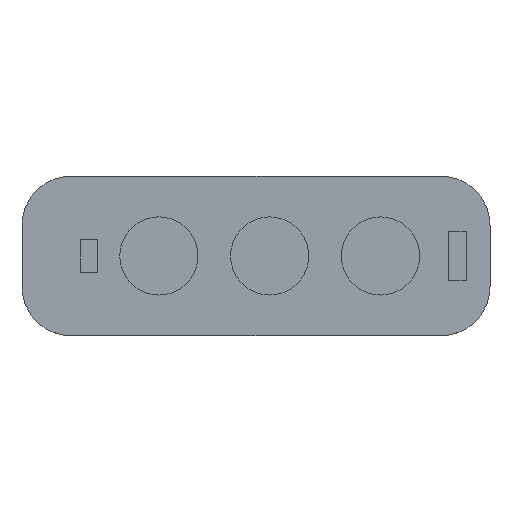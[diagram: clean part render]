
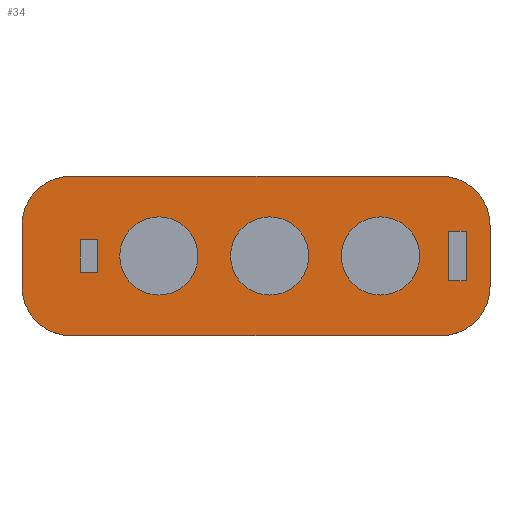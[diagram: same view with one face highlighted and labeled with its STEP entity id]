
A CAD part, top view. The second image highlights one B-rep face of the part: STEP entity #34.
In plain terms, the highlighted planar face has unit normal (0, 0, 1).
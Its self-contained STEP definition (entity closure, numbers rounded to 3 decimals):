
#22=FACE_BOUND('',#129,.T.);
#23=FACE_BOUND('',#130,.T.);
#24=FACE_BOUND('',#131,.T.);
#34=ADVANCED_FACE('',(#81,#22,#23,#24),#670,.T.);
#81=FACE_OUTER_BOUND('',#128,.T.);
#128=EDGE_LOOP('',(#209,#210,#211,#212,#213,#214,#215,#216));
#129=EDGE_LOOP('',(#217,#218));
#130=EDGE_LOOP('',(#219,#220));
#131=EDGE_LOOP('',(#221,#222));
#209=ORIENTED_EDGE('',*,*,#375,.T.);
#210=ORIENTED_EDGE('',*,*,#379,.T.);
#211=ORIENTED_EDGE('',*,*,#382,.T.);
#212=ORIENTED_EDGE('',*,*,#385,.T.);
#213=ORIENTED_EDGE('',*,*,#388,.T.);
#214=ORIENTED_EDGE('',*,*,#391,.T.);
#215=ORIENTED_EDGE('',*,*,#394,.T.);
#216=ORIENTED_EDGE('',*,*,#396,.T.);
#217=ORIENTED_EDGE('',*,*,#397,.T.);
#218=ORIENTED_EDGE('',*,*,#407,.T.);
#219=ORIENTED_EDGE('',*,*,#400,.T.);
#220=ORIENTED_EDGE('',*,*,#410,.T.);
#221=ORIENTED_EDGE('',*,*,#403,.T.);
#222=ORIENTED_EDGE('',*,*,#413,.T.);
#375=EDGE_CURVE('',#600,#599,#558,.T.);
#379=EDGE_CURVE('',#599,#602,#477,.T.);
#382=EDGE_CURVE('',#602,#604,#560,.T.);
#385=EDGE_CURVE('',#604,#606,#480,.T.);
#388=EDGE_CURVE('',#606,#608,#562,.T.);
#391=EDGE_CURVE('',#608,#610,#483,.T.);
#394=EDGE_CURVE('',#610,#612,#564,.T.);
#396=EDGE_CURVE('',#612,#600,#485,.T.);
#397=EDGE_CURVE('',#614,#619,#565,.T.);
#400=EDGE_CURVE('',#616,#621,#567,.T.);
#403=EDGE_CURVE('',#618,#623,#569,.T.);
#407=EDGE_CURVE('',#619,#614,#571,.T.);
#410=EDGE_CURVE('',#621,#616,#573,.T.);
#413=EDGE_CURVE('',#623,#618,#575,.T.);
#477=B_SPLINE_CURVE_WITH_KNOTS('',1,(#1021,#1022),.UNSPECIFIED.,.F.,.F.,
(2,2),(-257.655,-248.205),.UNSPECIFIED.);
#480=B_SPLINE_CURVE_WITH_KNOTS('',1,(#1035,#1036),.UNSPECIFIED.,.F.,.F.,
(2,2),(-236.424,-179.624),.UNSPECIFIED.);
#483=B_SPLINE_CURVE_WITH_KNOTS('',1,(#1049,#1050),.UNSPECIFIED.,.F.,.F.,
(2,2),(-167.843,-158.393),.UNSPECIFIED.);
#485=B_SPLINE_CURVE_WITH_KNOTS('',1,(#1061,#1062),.UNSPECIFIED.,.F.,.F.,
(2,2),(-146.612,-89.812),.UNSPECIFIED.);
#558=TRIMMED_CURVE($,#578,(#1013),(#1014),.T.,.CARTESIAN.);
#560=TRIMMED_CURVE($,#580,(#1029),(#1030),.T.,.CARTESIAN.);
#562=TRIMMED_CURVE($,#582,(#1043),(#1044),.T.,.CARTESIAN.);
#564=TRIMMED_CURVE($,#584,(#1057),(#1058),.T.,.CARTESIAN.);
#565=TRIMMED_CURVE($,#585,(#1064),(#1065),.T.,.CARTESIAN.);
#567=TRIMMED_CURVE($,#587,(#1072),(#1073),.T.,.CARTESIAN.);
#569=TRIMMED_CURVE($,#589,(#1080),(#1081),.T.,.CARTESIAN.);
#571=TRIMMED_CURVE($,#591,(#1090),(#1091),.T.,.CARTESIAN.);
#573=TRIMMED_CURVE($,#593,(#1098),(#1099),.T.,.CARTESIAN.);
#575=TRIMMED_CURVE($,#595,(#1106),(#1107),.T.,.CARTESIAN.);
#578=CIRCLE('',#820,7.5);
#580=CIRCLE('',#822,7.5);
#582=CIRCLE('',#824,7.5);
#584=CIRCLE('',#826,7.5);
#585=CIRCLE('',#827,6.);
#587=CIRCLE('',#829,6.);
#589=CIRCLE('',#831,6.);
#591=CIRCLE('',#833,6.);
#593=CIRCLE('',#835,6.);
#595=CIRCLE('',#837,6.);
#599=VERTEX_POINT('',#981);
#600=VERTEX_POINT('',#982);
#602=VERTEX_POINT('',#984);
#604=VERTEX_POINT('',#986);
#606=VERTEX_POINT('',#988);
#608=VERTEX_POINT('',#990);
#610=VERTEX_POINT('',#992);
#612=VERTEX_POINT('',#994);
#614=VERTEX_POINT('',#996);
#616=VERTEX_POINT('',#998);
#618=VERTEX_POINT('',#1000);
#619=VERTEX_POINT('',#1001);
#621=VERTEX_POINT('',#1003);
#623=VERTEX_POINT('',#1005);
#670=PLANE('',#809);
#809=AXIS2_PLACEMENT_3D('',#969,#879,$);
#820=AXIS2_PLACEMENT_3D($,#1012,#891,#892);
#822=AXIS2_PLACEMENT_3D($,#1028,#895,#896);
#824=AXIS2_PLACEMENT_3D($,#1042,#899,#900);
#826=AXIS2_PLACEMENT_3D($,#1056,#903,#904);
#827=AXIS2_PLACEMENT_3D($,#1063,#905,#906);
#829=AXIS2_PLACEMENT_3D($,#1071,#909,#910);
#831=AXIS2_PLACEMENT_3D($,#1079,#913,#914);
#833=AXIS2_PLACEMENT_3D($,#1089,#917,#918);
#835=AXIS2_PLACEMENT_3D($,#1097,#921,#922);
#837=AXIS2_PLACEMENT_3D($,#1105,#925,#926);
#879=DIRECTION('',(0.,0.,1.));
#891=DIRECTION('',(0.,0.,1.));
#892=DIRECTION('',(0.,-1.,0.));
#895=DIRECTION('',(0.,0.,1.));
#896=DIRECTION('',(1.,0.,0.));
#899=DIRECTION('',(0.,0.,1.));
#900=DIRECTION('',(0.,1.,0.));
#903=DIRECTION('',(0.,0.,1.));
#904=DIRECTION('',(-1.,0.,0.));
#905=DIRECTION('',(0.,0.,-1.));
#906=DIRECTION('',(1.,0.,0.));
#909=DIRECTION('',(0.,0.,-1.));
#910=DIRECTION('',(1.,0.,0.));
#913=DIRECTION('',(0.,0.,-1.));
#914=DIRECTION('',(1.,0.,0.));
#917=DIRECTION('',(0.,0.,-1.));
#918=DIRECTION('',(-1.,0.,0.));
#921=DIRECTION('',(0.,0.,-1.));
#922=DIRECTION('',(-1.,0.,0.));
#925=DIRECTION('',(0.,0.,-1.));
#926=DIRECTION('',(-1.,0.,0.));
#969=CARTESIAN_POINT('',(121.775,27.506,2.5));
#981=CARTESIAN_POINT('',(112.8,7.5,2.5));
#982=CARTESIAN_POINT('',(105.3,0.,2.5));
#984=CARTESIAN_POINT('',(112.8,16.95,2.5));
#986=CARTESIAN_POINT('',(105.3,24.45,2.5));
#988=CARTESIAN_POINT('',(48.5,24.45,2.5));
#990=CARTESIAN_POINT('',(41.,16.95,2.5));
#992=CARTESIAN_POINT('',(41.,7.5,2.5));
#994=CARTESIAN_POINT('',(48.5,0.,2.5));
#996=CARTESIAN_POINT('',(102.,12.225,2.5));
#998=CARTESIAN_POINT('',(85.,12.225,2.5));
#1000=CARTESIAN_POINT('',(68.,12.225,2.5));
#1001=CARTESIAN_POINT('',(90.,12.225,2.5));
#1003=CARTESIAN_POINT('',(73.,12.225,2.5));
#1005=CARTESIAN_POINT('',(56.,12.225,2.5));
#1012=CARTESIAN_POINT('',(105.3,7.5,2.5));
#1013=CARTESIAN_POINT('',(105.3,0.,2.5));
#1014=CARTESIAN_POINT('',(112.8,7.5,2.5));
#1021=CARTESIAN_POINT('',(112.8,7.5,2.5));
#1022=CARTESIAN_POINT('',(112.8,16.95,2.5));
#1028=CARTESIAN_POINT('',(105.3,16.95,2.5));
#1029=CARTESIAN_POINT('',(112.8,16.95,2.5));
#1030=CARTESIAN_POINT('',(105.3,24.45,2.5));
#1035=CARTESIAN_POINT('',(105.3,24.45,2.5));
#1036=CARTESIAN_POINT('',(48.5,24.45,2.5));
#1042=CARTESIAN_POINT('',(48.5,16.95,2.5));
#1043=CARTESIAN_POINT('',(48.5,24.45,2.5));
#1044=CARTESIAN_POINT('',(41.,16.95,2.5));
#1049=CARTESIAN_POINT('',(41.,16.95,2.5));
#1050=CARTESIAN_POINT('',(41.,7.5,2.5));
#1056=CARTESIAN_POINT('',(48.5,7.5,2.5));
#1057=CARTESIAN_POINT('',(41.,7.5,2.5));
#1058=CARTESIAN_POINT('',(48.5,0.,2.5));
#1061=CARTESIAN_POINT('',(48.5,0.,2.5));
#1062=CARTESIAN_POINT('',(105.3,0.,2.5));
#1063=CARTESIAN_POINT('',(96.,12.225,2.5));
#1064=CARTESIAN_POINT('',(102.,12.225,2.5));
#1065=CARTESIAN_POINT('',(90.,12.225,2.5));
#1071=CARTESIAN_POINT('',(79.,12.225,2.5));
#1072=CARTESIAN_POINT('',(85.,12.225,2.5));
#1073=CARTESIAN_POINT('',(73.,12.225,2.5));
#1079=CARTESIAN_POINT('',(62.,12.225,2.5));
#1080=CARTESIAN_POINT('',(68.,12.225,2.5));
#1081=CARTESIAN_POINT('',(56.,12.225,2.5));
#1089=CARTESIAN_POINT('',(96.,12.225,2.5));
#1090=CARTESIAN_POINT('',(90.,12.225,2.5));
#1091=CARTESIAN_POINT('',(102.,12.225,2.5));
#1097=CARTESIAN_POINT('',(79.,12.225,2.5));
#1098=CARTESIAN_POINT('',(73.,12.225,2.5));
#1099=CARTESIAN_POINT('',(85.,12.225,2.5));
#1105=CARTESIAN_POINT('',(62.,12.225,2.5));
#1106=CARTESIAN_POINT('',(56.,12.225,2.5));
#1107=CARTESIAN_POINT('',(68.,12.225,2.5));
